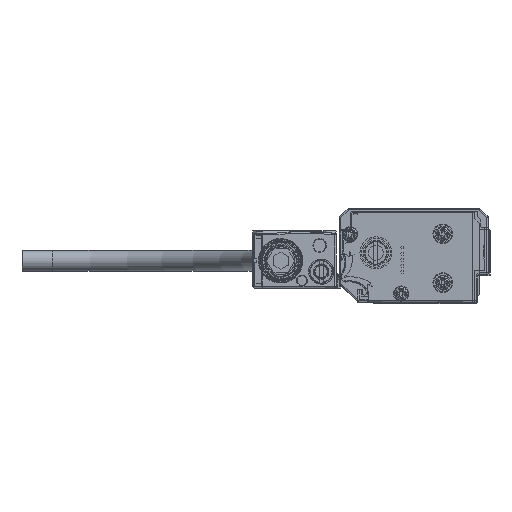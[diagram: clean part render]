
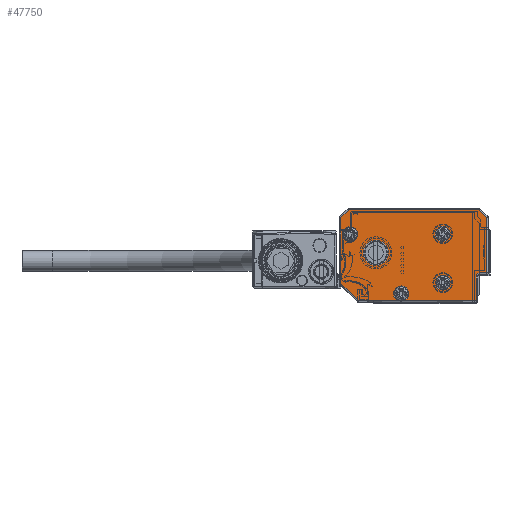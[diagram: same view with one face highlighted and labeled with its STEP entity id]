
A CAD part, left-side view. The second image highlights one B-rep face of the part: STEP entity #47750.
In plain terms, the highlighted planar face has unit normal (-1, 0, 0).
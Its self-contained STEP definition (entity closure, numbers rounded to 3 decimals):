
#47535=AXIS2_PLACEMENT_3D('Circle Axis2P3D',#47533,#47534,$) ;
#47563=AXIS2_PLACEMENT_3D('Circle Axis2P3D',#47561,#47562,$) ;
#47578=AXIS2_PLACEMENT_3D('Plane Axis2P3D',#47575,#47576,#47577) ;
#47582=AXIS2_PLACEMENT_3D('Circle Axis2P3D',#47580,#47581,$) ;
#47589=AXIS2_PLACEMENT_3D('Circle Axis2P3D',#47587,#47588,$) ;
#47596=AXIS2_PLACEMENT_3D('Circle Axis2P3D',#47594,#47595,$) ;
#47608=AXIS2_PLACEMENT_3D('Circle Axis2P3D',#47606,#47607,$) ;
#47680=AXIS2_PLACEMENT_3D('Circle Axis2P3D',#47678,#47679,$) ;
#47689=AXIS2_PLACEMENT_3D('Circle Axis2P3D',#47687,#47688,$) ;
#47698=AXIS2_PLACEMENT_3D('Circle Axis2P3D',#47696,#47697,$) ;
#47707=AXIS2_PLACEMENT_3D('Circle Axis2P3D',#47705,#47706,$) ;
#47716=AXIS2_PLACEMENT_3D('Circle Axis2P3D',#47714,#47715,$) ;
#47725=AXIS2_PLACEMENT_3D('Circle Axis2P3D',#47723,#47724,$) ;
#47734=AXIS2_PLACEMENT_3D('Circle Axis2P3D',#47732,#47733,$) ;
#47743=AXIS2_PLACEMENT_3D('Circle Axis2P3D',#47741,#47742,$) ;
#39615=CARTESIAN_POINT('Vertex',(-2173.,8.4,-1.)) ;
#39617=CARTESIAN_POINT('Vertex',(-2173.,7.,-1.)) ;
#39620=CARTESIAN_POINT('Line Origine',(-2173.,3.5,-1.)) ;
#39624=CARTESIAN_POINT('Vertex',(-2173.,21.793,-1.)) ;
#39636=CARTESIAN_POINT('Vertex',(-2173.,-17.,-1.)) ;
#39639=CARTESIAN_POINT('Line Origine',(-2173.,3.5,-1.)) ;
#47533=CARTESIAN_POINT('Axis2P3D Location',(-2173.,7.7,1.4)) ;
#47537=CARTESIAN_POINT('Vertex',(-2173.,5.2,1.4)) ;
#47558=CARTESIAN_POINT('Vertex',(-2173.,9.894,0.201)) ;
#47561=CARTESIAN_POINT('Axis2P3D Location',(-2173.,7.7,1.4)) ;
#47575=CARTESIAN_POINT('Axis2P3D Location',(-2173.,-21.5,13.5)) ;
#47580=CARTESIAN_POINT('Axis2P3D Location',(-2173.,7.7,1.4)) ;
#47584=CARTESIAN_POINT('Vertex',(-2173.,10.2,1.4)) ;
#47587=CARTESIAN_POINT('Axis2P3D Location',(-2173.,7.7,1.4)) ;
#47591=CARTESIAN_POINT('Vertex',(-2173.,5.506,2.599)) ;
#47594=CARTESIAN_POINT('Axis2P3D Location',(-2173.,7.7,1.4)) ;
#47599=CARTESIAN_POINT('Line Origine',(-2173.,-17.,3.1)) ;
#47603=CARTESIAN_POINT('Vertex',(-2173.,-17.,7.2)) ;
#47606=CARTESIAN_POINT('Axis2P3D Location',(-2173.,-18.,7.2)) ;
#47610=CARTESIAN_POINT('Vertex',(-2173.,-18.,8.2)) ;
#47613=CARTESIAN_POINT('Line Origine',(-2173.,-19.25,8.2)) ;
#47617=CARTESIAN_POINT('Vertex',(-2173.,-20.5,8.2)) ;
#47620=CARTESIAN_POINT('Line Origine',(-2173.,-20.5,17.246)) ;
#47624=CARTESIAN_POINT('Vertex',(-2173.,-20.5,26.293)) ;
#47627=CARTESIAN_POINT('Line Origine',(-2173.,-19.146,27.646)) ;
#47631=CARTESIAN_POINT('Vertex',(-2173.,-17.793,29.)) ;
#47634=CARTESIAN_POINT('Line Origine',(-2173.,3.5,29.)) ;
#47638=CARTESIAN_POINT('Vertex',(-2173.,24.793,29.)) ;
#47641=CARTESIAN_POINT('Line Origine',(-2173.,26.146,27.646)) ;
#47645=CARTESIAN_POINT('Vertex',(-2173.,27.5,26.293)) ;
#47648=CARTESIAN_POINT('Line Origine',(-2173.,27.5,15.5)) ;
#47652=CARTESIAN_POINT('Vertex',(-2173.,27.5,4.707)) ;
#47655=CARTESIAN_POINT('Line Origine',(-2173.,24.646,1.854)) ;
#47678=CARTESIAN_POINT('Axis2P3D Location',(-2173.,-6.,5.)) ;
#47682=CARTESIAN_POINT('Vertex',(-2173.,-3.806,3.801)) ;
#47684=CARTESIAN_POINT('Vertex',(-2173.,-8.194,6.199)) ;
#47687=CARTESIAN_POINT('Axis2P3D Location',(-2173.,-6.,5.)) ;
#47696=CARTESIAN_POINT('Axis2P3D Location',(-2173.,16.,14.8)) ;
#47700=CARTESIAN_POINT('Vertex',(-2173.,11.85,14.8)) ;
#47702=CARTESIAN_POINT('Vertex',(-2173.,20.15,14.8)) ;
#47705=CARTESIAN_POINT('Axis2P3D Location',(-2173.,16.,14.8)) ;
#47714=CARTESIAN_POINT('Axis2P3D Location',(-2173.,-6.,21.)) ;
#47718=CARTESIAN_POINT('Vertex',(-2173.,-8.194,22.199)) ;
#47720=CARTESIAN_POINT('Vertex',(-2173.,-3.806,19.801)) ;
#47723=CARTESIAN_POINT('Axis2P3D Location',(-2173.,-6.,21.)) ;
#47732=CARTESIAN_POINT('Axis2P3D Location',(-2173.,24.5,20.9)) ;
#47736=CARTESIAN_POINT('Vertex',(-2173.,22.306,22.099)) ;
#47738=CARTESIAN_POINT('Vertex',(-2173.,26.694,19.701)) ;
#47741=CARTESIAN_POINT('Axis2P3D Location',(-2173.,24.5,20.9)) ;
#39621=DIRECTION('Vector Direction',(0.,1.,0.)) ;
#39640=DIRECTION('Vector Direction',(0.,1.,0.)) ;
#47534=DIRECTION('Axis2P3D Direction',(-1.,0.,0.)) ;
#47562=DIRECTION('Axis2P3D Direction',(-1.,0.,0.)) ;
#47576=DIRECTION('Axis2P3D Direction',(1.,0.,0.)) ;
#47577=DIRECTION('Axis2P3D XDirection',(0.,1.,0.)) ;
#47581=DIRECTION('Axis2P3D Direction',(1.,0.,0.)) ;
#47588=DIRECTION('Axis2P3D Direction',(1.,0.,0.)) ;
#47595=DIRECTION('Axis2P3D Direction',(1.,0.,0.)) ;
#47600=DIRECTION('Vector Direction',(0.,0.,1.)) ;
#47607=DIRECTION('Axis2P3D Direction',(1.,0.,0.)) ;
#47614=DIRECTION('Vector Direction',(0.,-1.,0.)) ;
#47621=DIRECTION('Vector Direction',(0.,0.,1.)) ;
#47628=DIRECTION('Vector Direction',(0.,-0.707,-0.707)) ;
#47635=DIRECTION('Vector Direction',(0.,1.,0.)) ;
#47642=DIRECTION('Vector Direction',(0.,0.707,-0.707)) ;
#47649=DIRECTION('Vector Direction',(0.,0.,-1.)) ;
#47656=DIRECTION('Vector Direction',(0.,-0.707,-0.707)) ;
#47679=DIRECTION('Axis2P3D Direction',(1.,0.,0.)) ;
#47688=DIRECTION('Axis2P3D Direction',(1.,0.,0.)) ;
#47697=DIRECTION('Axis2P3D Direction',(1.,0.,0.)) ;
#47706=DIRECTION('Axis2P3D Direction',(1.,0.,0.)) ;
#47715=DIRECTION('Axis2P3D Direction',(1.,0.,0.)) ;
#47724=DIRECTION('Axis2P3D Direction',(1.,0.,0.)) ;
#47733=DIRECTION('Axis2P3D Direction',(1.,0.,0.)) ;
#47742=DIRECTION('Axis2P3D Direction',(1.,0.,0.)) ;
#39622=VECTOR('Line Direction',#39621,1.) ;
#39641=VECTOR('Line Direction',#39640,1.) ;
#47601=VECTOR('Line Direction',#47600,1.) ;
#47615=VECTOR('Line Direction',#47614,1.) ;
#47622=VECTOR('Line Direction',#47621,1.) ;
#47629=VECTOR('Line Direction',#47628,1.) ;
#47636=VECTOR('Line Direction',#47635,1.) ;
#47643=VECTOR('Line Direction',#47642,1.) ;
#47650=VECTOR('Line Direction',#47649,1.) ;
#47657=VECTOR('Line Direction',#47656,1.) ;
#47661=ORIENTED_EDGE('',*,*,#47565,.T.) ;
#47662=ORIENTED_EDGE('',*,*,#47586,.T.) ;
#47663=ORIENTED_EDGE('',*,*,#47593,.T.) ;
#47664=ORIENTED_EDGE('',*,*,#47598,.T.) ;
#47665=ORIENTED_EDGE('',*,*,#47539,.T.) ;
#47666=ORIENTED_EDGE('',*,*,#39643,.F.) ;
#47667=ORIENTED_EDGE('',*,*,#47605,.F.) ;
#47668=ORIENTED_EDGE('',*,*,#47612,.F.) ;
#47669=ORIENTED_EDGE('',*,*,#47619,.F.) ;
#47670=ORIENTED_EDGE('',*,*,#47626,.F.) ;
#47671=ORIENTED_EDGE('',*,*,#47633,.F.) ;
#47672=ORIENTED_EDGE('',*,*,#47640,.F.) ;
#47673=ORIENTED_EDGE('',*,*,#47647,.F.) ;
#47674=ORIENTED_EDGE('',*,*,#47654,.F.) ;
#47675=ORIENTED_EDGE('',*,*,#47659,.F.) ;
#47676=ORIENTED_EDGE('',*,*,#39626,.F.) ;
#47693=ORIENTED_EDGE('',*,*,#47686,.T.) ;
#47694=ORIENTED_EDGE('',*,*,#47691,.T.) ;
#47711=ORIENTED_EDGE('',*,*,#47704,.T.) ;
#47712=ORIENTED_EDGE('',*,*,#47709,.T.) ;
#47729=ORIENTED_EDGE('',*,*,#47722,.T.) ;
#47730=ORIENTED_EDGE('',*,*,#47727,.T.) ;
#47747=ORIENTED_EDGE('',*,*,#47740,.T.) ;
#47748=ORIENTED_EDGE('',*,*,#47745,.T.) ;
#47695=FACE_BOUND('',#47692,.T.) ;
#47713=FACE_BOUND('',#47710,.T.) ;
#47731=FACE_BOUND('',#47728,.T.) ;
#47749=FACE_BOUND('',#47746,.T.) ;
#47750=ADVANCED_FACE('\X2\FF8AFF9FFF70FF82\X0\ \X2\FF8EFF9EFF83FF9EFF68FF70\X0\',(#47677,#47695,#47713,#47731,#47749),#47579,.F.) ;
#47536=CIRCLE('generated circle',#47535,2.5) ;
#47564=CIRCLE('generated circle',#47563,2.5) ;
#47583=CIRCLE('generated circle',#47582,2.5) ;
#47590=CIRCLE('generated circle',#47589,2.5) ;
#47597=CIRCLE('generated circle',#47596,2.5) ;
#47609=CIRCLE('generated circle',#47608,1.) ;
#47681=CIRCLE('generated circle',#47680,2.5) ;
#47690=CIRCLE('generated circle',#47689,2.5) ;
#47699=CIRCLE('generated circle',#47698,4.15) ;
#47708=CIRCLE('generated circle',#47707,4.15) ;
#47717=CIRCLE('generated circle',#47716,2.5) ;
#47726=CIRCLE('generated circle',#47725,2.5) ;
#47735=CIRCLE('generated circle',#47734,2.5) ;
#47744=CIRCLE('generated circle',#47743,2.5) ;
#39626=EDGE_CURVE('',#39616,#39625,#39623,.T.) ;
#39643=EDGE_CURVE('',#39637,#39618,#39642,.T.) ;
#47539=EDGE_CURVE('',#47538,#39618,#47536,.F.) ;
#47565=EDGE_CURVE('',#39616,#47559,#47564,.F.) ;
#47586=EDGE_CURVE('',#47559,#47585,#47583,.T.) ;
#47593=EDGE_CURVE('',#47585,#47592,#47590,.T.) ;
#47598=EDGE_CURVE('',#47592,#47538,#47597,.T.) ;
#47605=EDGE_CURVE('',#47604,#39637,#47602,.F.) ;
#47612=EDGE_CURVE('',#47611,#47604,#47609,.F.) ;
#47619=EDGE_CURVE('',#47618,#47611,#47616,.F.) ;
#47626=EDGE_CURVE('',#47625,#47618,#47623,.F.) ;
#47633=EDGE_CURVE('',#47632,#47625,#47630,.T.) ;
#47640=EDGE_CURVE('',#47639,#47632,#47637,.F.) ;
#47647=EDGE_CURVE('',#47646,#47639,#47644,.F.) ;
#47654=EDGE_CURVE('',#47653,#47646,#47651,.F.) ;
#47659=EDGE_CURVE('',#39625,#47653,#47658,.F.) ;
#47686=EDGE_CURVE('',#47683,#47685,#47681,.T.) ;
#47691=EDGE_CURVE('',#47685,#47683,#47690,.T.) ;
#47704=EDGE_CURVE('',#47701,#47703,#47699,.T.) ;
#47709=EDGE_CURVE('',#47703,#47701,#47708,.T.) ;
#47722=EDGE_CURVE('',#47719,#47721,#47717,.T.) ;
#47727=EDGE_CURVE('',#47721,#47719,#47726,.T.) ;
#47740=EDGE_CURVE('',#47737,#47739,#47735,.T.) ;
#47745=EDGE_CURVE('',#47739,#47737,#47744,.T.) ;
#47660=EDGE_LOOP('',(#47661,#47662,#47663,#47664,#47665,#47666,#47667,#47668,#47669,#47670,#47671,#47672,#47673,#47674,#47675,#47676)) ;
#47692=EDGE_LOOP('',(#47693,#47694)) ;
#47710=EDGE_LOOP('',(#47711,#47712)) ;
#47728=EDGE_LOOP('',(#47729,#47730)) ;
#47746=EDGE_LOOP('',(#47747,#47748)) ;
#47677=FACE_OUTER_BOUND('',#47660,.T.) ;
#39623=LINE('Line',#39620,#39622) ;
#39642=LINE('Line',#39639,#39641) ;
#47602=LINE('Line',#47599,#47601) ;
#47616=LINE('Line',#47613,#47615) ;
#47623=LINE('Line',#47620,#47622) ;
#47630=LINE('Line',#47627,#47629) ;
#47637=LINE('Line',#47634,#47636) ;
#47644=LINE('Line',#47641,#47643) ;
#47651=LINE('Line',#47648,#47650) ;
#47658=LINE('Line',#47655,#47657) ;
#47579=PLANE('Plane',#47578) ;
#39616=VERTEX_POINT('',#39615) ;
#39618=VERTEX_POINT('',#39617) ;
#39625=VERTEX_POINT('',#39624) ;
#39637=VERTEX_POINT('',#39636) ;
#47538=VERTEX_POINT('',#47537) ;
#47559=VERTEX_POINT('',#47558) ;
#47585=VERTEX_POINT('',#47584) ;
#47592=VERTEX_POINT('',#47591) ;
#47604=VERTEX_POINT('',#47603) ;
#47611=VERTEX_POINT('',#47610) ;
#47618=VERTEX_POINT('',#47617) ;
#47625=VERTEX_POINT('',#47624) ;
#47632=VERTEX_POINT('',#47631) ;
#47639=VERTEX_POINT('',#47638) ;
#47646=VERTEX_POINT('',#47645) ;
#47653=VERTEX_POINT('',#47652) ;
#47683=VERTEX_POINT('',#47682) ;
#47685=VERTEX_POINT('',#47684) ;
#47701=VERTEX_POINT('',#47700) ;
#47703=VERTEX_POINT('',#47702) ;
#47719=VERTEX_POINT('',#47718) ;
#47721=VERTEX_POINT('',#47720) ;
#47737=VERTEX_POINT('',#47736) ;
#47739=VERTEX_POINT('',#47738) ;
